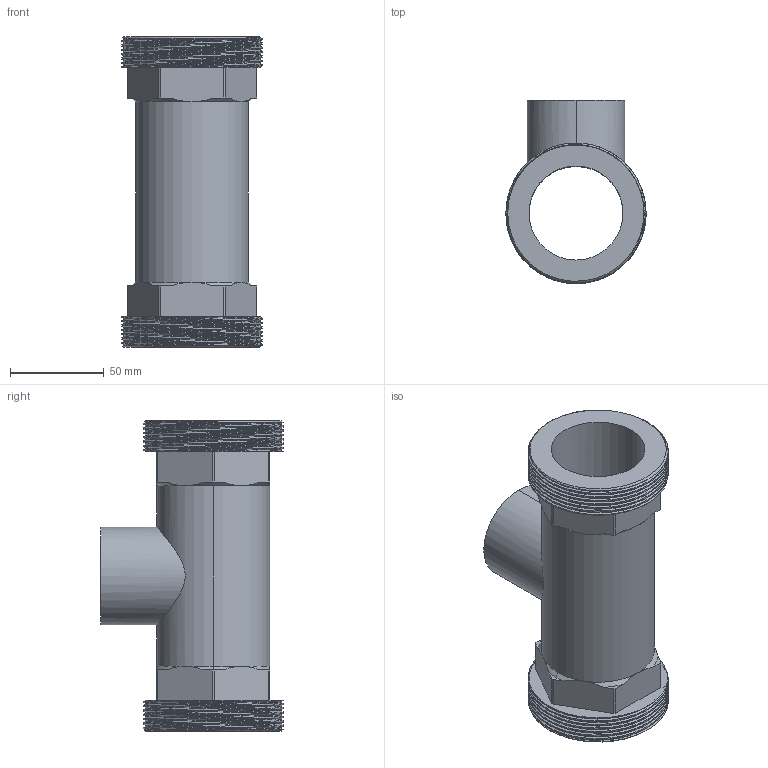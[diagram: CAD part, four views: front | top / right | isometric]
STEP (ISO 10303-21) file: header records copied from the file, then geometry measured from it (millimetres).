
FILE_DESCRIPTION (( 'STEP AP203' ), '1' );
FILE_NAME ('三通.STEP', '2023-01-17T03:21:43', ( '' ), ( '' ), 'SwSTEP 2.0', 'SolidWorks 2018', '' );
FILE_SCHEMA (( 'CONFIG_CONTROL_DESIGN' ));
Length unit declared in the file: millimetre
Products named in the file (1): 三通
Bounding box: 74.6 x 97.3 x 165 mm (x, y, z)
Volume: 242745.9 mm3; surface area: 80861.5 mm2
Topology: 1 solids, 1 shells, 119 faces, 320 edges, 207 vertices
Faces by surface type: cylinder 42, plane 42, cone 23, bspline 12
Entity records: 14204 total; most frequent: CARTESIAN_POINT 11468, ORIENTED_EDGE 640, DIRECTION 460, EDGE_CURVE 320, VERTEX_POINT 207, AXIS2_PLACEMENT_3D 163, VECTOR 134, LINE 134
